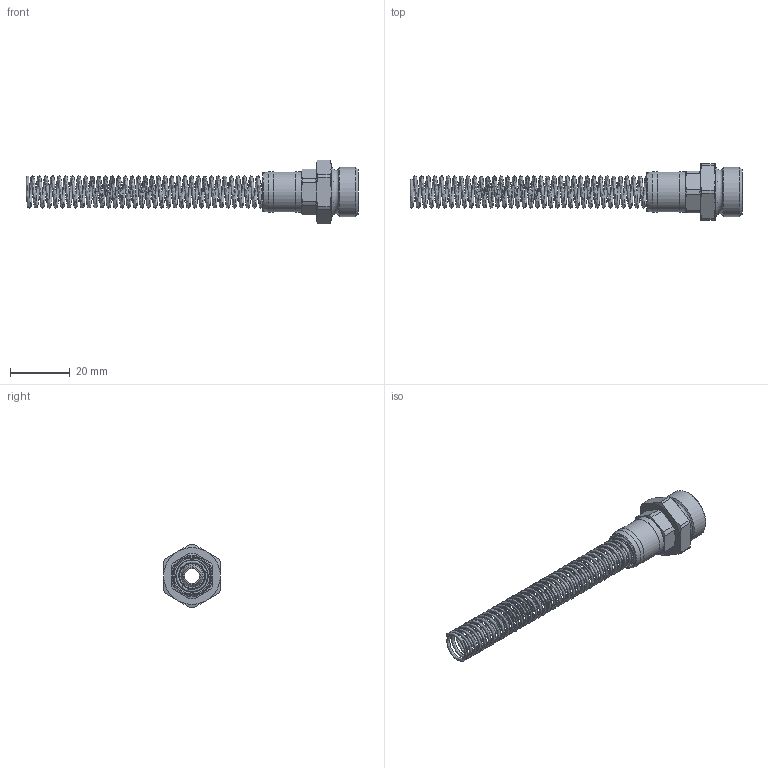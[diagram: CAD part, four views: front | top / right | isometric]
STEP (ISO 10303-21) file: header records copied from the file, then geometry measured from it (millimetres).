
FILE_DESCRIPTION(/* description */ (''),/* implementation_level */ '2;1');
FILE_NAME(/* name */ 'sv17_08.stp',/* time_stamp */ '2022-03-29T08:22:41+02:00',/* author */ ('IA176480'),/* organization */ (''),/* preprocessor_version */ 'ST-DEVELOPER v17.2',/* originating_system */ 'Autodesk Inventor 2019',/* authorisation */ '');
FILE_SCHEMA (('CONFIG_CONTROL_DESIGN'));
Length unit declared in the file: millimetre
Products named in the file (5): SV17_08; EV17_08S; D111390; D111392; D104740
Assembly tree (4 placements, depth 3):
  SV17_08
    EV17_08S
    D111390
      D111392
      D104740
Bounding box: 111.25 x 19 x 21.4 mm (x, y, z)
Volume: 5043.9 mm3; surface area: 7597.5 mm2
Topology: 3 solids, 3 shells, 93 faces, 236 edges, 158 vertices
Faces by surface type: cone 34, plane 27, cylinder 25, torus 6, bspline 1
Full cylindrical faces by diameter (mm): 5 x1, 6.05 x1, 6.7 x1, 8.25 x1, 10.6 x1, 12 x3, 12.5 x1, 13.4 x1, 13.5 x2, 16.662 x1
Entity records: 18598 total; most frequent: CARTESIAN_POINT 16152, DIRECTION 529, ORIENTED_EDGE 472, AXIS2_PLACEMENT_3D 241, EDGE_CURVE 236, VERTEX_POINT 158, CIRCLE 140, EDGE_LOOP 106
